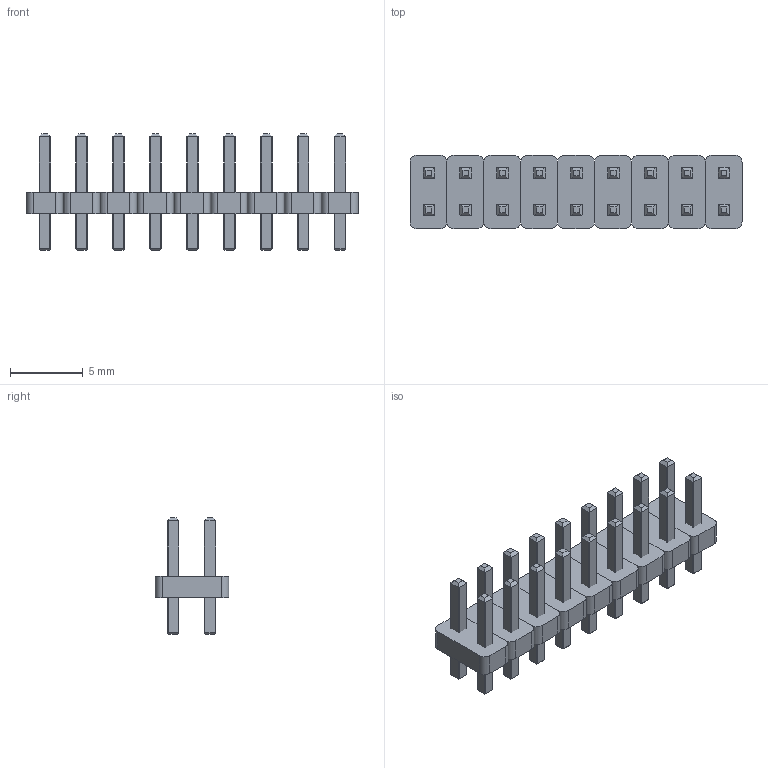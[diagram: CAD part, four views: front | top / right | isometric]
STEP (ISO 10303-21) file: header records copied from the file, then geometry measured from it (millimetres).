
FILE_DESCRIPTION(/* description */ (''),/* implementation_level */ '2;1');
FILE_NAME(/* name */ 'PIN_0.8mm_9x2.step',/* time_stamp */ '2019-04-17T23:11:42+03:00',/* author */ (''),/* organization */ (''),/* preprocessor_version */ 'ST-DEVELOPER v17.2',/* originating_system */ 'Autodesk Translation Framework v7.6.0.251',/* authorisation */ '');
FILE_SCHEMA (('AUTOMOTIVE_DESIGN { 1 0 10303 214 3 1 1 }'));
Length unit declared in the file: millimetre
Products named in the file (2): (Unsaved); PIN_0
Assembly tree (1 placements, depth 2):
  (Unsaved)
    PIN_0
Bounding box: 22.86 x 5.08 x 8 mm (x, y, z)
Volume: 240.9 mm3; surface area: 934.1 mm2
Topology: 27 solids, 27 shells, 459 faces, 1188 edges, 792 vertices
Faces by surface type: plane 423, cylinder 36
Entity records: 13815 total; most frequent: CARTESIAN_POINT 2442, ORIENTED_EDGE 2376, DIRECTION 2184, EDGE_CURVE 1188, LINE 1116, VECTOR 1116, VERTEX_POINT 792, AXIS2_PLACEMENT_3D 534
